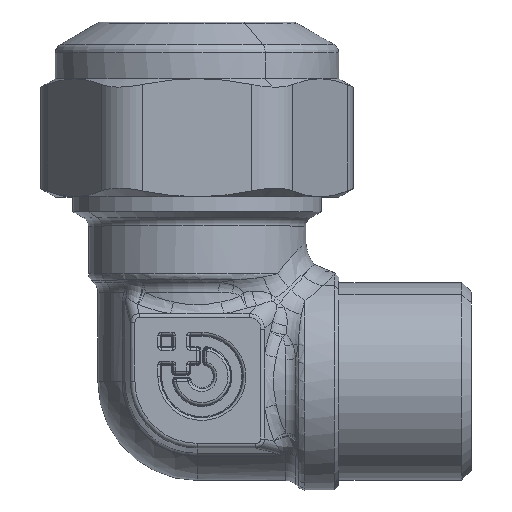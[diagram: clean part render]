
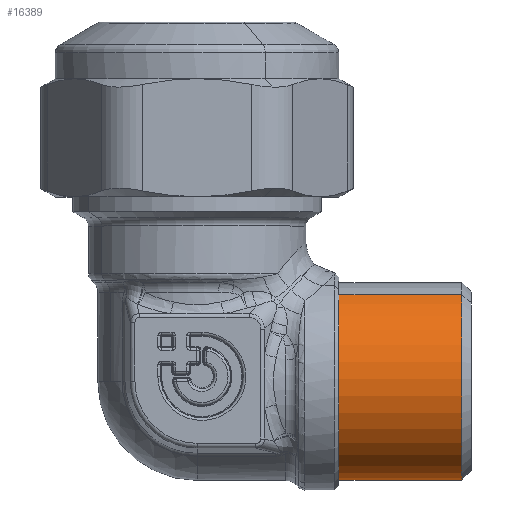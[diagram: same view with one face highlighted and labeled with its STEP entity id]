
A CAD part, top view. The second image highlights one B-rep face of the part: STEP entity #16389.
In plain terms, the highlighted cylindrical face has radius 10.45 mm (diameter 20.9 mm), a partial arc.
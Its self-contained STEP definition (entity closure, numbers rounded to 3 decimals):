
#16228=CARTESIAN_POINT('Axis2P3D Location',(15.,0.,0.)) ;
#16232=CARTESIAN_POINT('Vertex',(15.,9.171,5.01)) ;
#16234=CARTESIAN_POINT('Vertex',(15.,-9.171,-5.01)) ;
#16327=CARTESIAN_POINT('Vertex',(28.,9.171,5.01)) ;
#16334=CARTESIAN_POINT('Vertex',(28.,-9.171,-5.01)) ;
#16349=CARTESIAN_POINT('Axis2P3D Location',(28.,0.,0.)) ;
#16361=CARTESIAN_POINT('Axis2P3D Location',(26.884,0.,0.)) ;
#16366=CARTESIAN_POINT('Line Origine',(21.5,9.171,5.01)) ;
#16371=CARTESIAN_POINT('Line Origine',(21.5,-9.171,-5.01)) ;
#16368=VECTOR('Line Direction',#16367,1.) ;
#16373=VECTOR('Line Direction',#16372,1.) ;
#16229=DIRECTION('Axis2P3D Direction',(1.,0.,0.)) ;
#16350=DIRECTION('Axis2P3D Direction',(-1.,0.,0.)) ;
#16362=DIRECTION('Axis2P3D Direction',(1.,0.,0.)) ;
#16363=DIRECTION('Axis2P3D XDirection',(0.,0.878,0.479)) ;
#16367=DIRECTION('Vector Direction',(1.,0.,0.)) ;
#16372=DIRECTION('Vector Direction',(1.,0.,0.)) ;
#16230=AXIS2_PLACEMENT_3D('Circle Axis2P3D',#16228,#16229,$) ;
#16351=AXIS2_PLACEMENT_3D('Circle Axis2P3D',#16349,#16350,$) ;
#16364=AXIS2_PLACEMENT_3D('Cylinder Axis2P3D',#16361,#16362,#16363) ;
#16369=LINE('Line',#16366,#16368) ;
#16374=LINE('Line',#16371,#16373) ;
#16231=CIRCLE('generated circle',#16230,10.45) ;
#16352=CIRCLE('generated circle',#16351,10.45) ;
#16365=CYLINDRICAL_SURFACE('generated cylinder',#16364,10.45) ;
#16236=EDGE_CURVE('',#16233,#16235,#16231,.T.) ;
#16353=EDGE_CURVE('',#16328,#16335,#16352,.F.) ;
#16370=EDGE_CURVE('',#16233,#16328,#16369,.T.) ;
#16375=EDGE_CURVE('',#16235,#16335,#16374,.T.) ;
#16384=ORIENTED_EDGE('',*,*,#16375,.T.) ;
#16385=ORIENTED_EDGE('',*,*,#16353,.F.) ;
#16386=ORIENTED_EDGE('',*,*,#16370,.F.) ;
#16387=ORIENTED_EDGE('',*,*,#16236,.T.) ;
#16383=EDGE_LOOP('',(#16384,#16385,#16386,#16387)) ;
#16233=VERTEX_POINT('',#16232) ;
#16235=VERTEX_POINT('',#16234) ;
#16328=VERTEX_POINT('',#16327) ;
#16335=VERTEX_POINT('',#16334) ;
#16389=ADVANCED_FACE('PartBody',(#16388),#16365,.T.) ;
#16388=FACE_OUTER_BOUND('',#16383,.T.) ;
